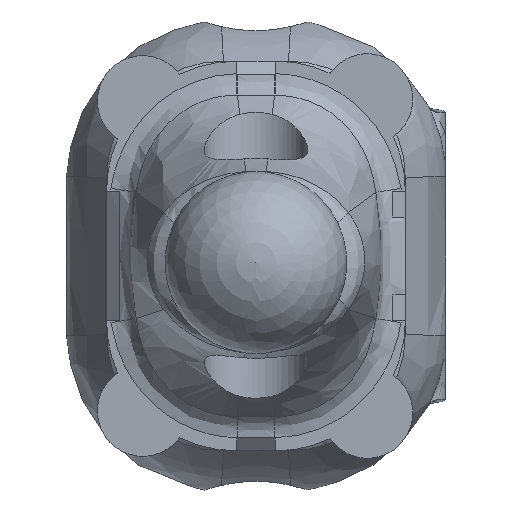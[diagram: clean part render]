
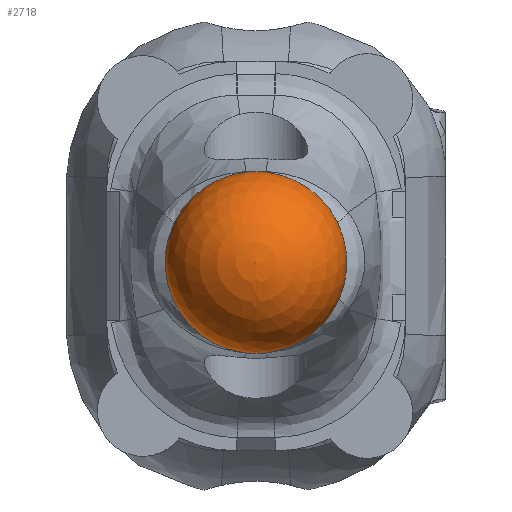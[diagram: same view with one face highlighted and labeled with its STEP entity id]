
A CAD part, front view. The second image highlights one B-rep face of the part: STEP entity #2718.
In plain terms, the highlighted spherical face has radius 7 mm.
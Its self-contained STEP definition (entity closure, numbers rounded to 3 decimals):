
#15=SPHERICAL_SURFACE('',#2920,7.);
#449=FACE_OUTER_BOUND('',#606,.T.);
#606=EDGE_LOOP('',(#2399,#2400,#2401,#2402,#2403,#2404,#2405,#2406,#2407,
#2408,#2409,#2410));
#698=CIRCLE('',#2903,7.);
#700=CIRCLE('',#2905,7.);
#702=CIRCLE('',#2907,7.);
#704=CIRCLE('',#2909,7.);
#707=CIRCLE('',#2912,7.);
#708=CIRCLE('',#2913,7.);
#710=CIRCLE('',#2915,7.);
#712=CIRCLE('',#2917,7.);
#713=CIRCLE('',#2918,7.);
#714=CIRCLE('',#2919,7.);
#715=CIRCLE('',#2921,7.);
#1190=VERTEX_POINT('',#6974);
#1193=VERTEX_POINT('',#7062);
#1194=VERTEX_POINT('',#7095);
#1195=VERTEX_POINT('',#7097);
#1196=VERTEX_POINT('',#7155);
#1198=VERTEX_POINT('',#7183);
#1199=VERTEX_POINT('',#7185);
#1200=VERTEX_POINT('',#7224);
#1201=VERTEX_POINT('',#7282);
#1202=VERTEX_POINT('',#7313);
#1203=VERTEX_POINT('',#7501);
#1597=EDGE_CURVE('',#1194,#1195,#698,.T.);
#1599=EDGE_CURVE('',#1193,#1194,#700,.T.);
#1601=EDGE_CURVE('',#1195,#1196,#702,.T.);
#1603=EDGE_CURVE('',#1198,#1199,#704,.T.);
#1607=EDGE_CURVE('',#1200,#1198,#707,.T.);
#1609=EDGE_CURVE('',#1199,#1193,#708,.T.);
#1611=EDGE_CURVE('',#1196,#1201,#710,.T.);
#1613=EDGE_CURVE('',#1202,#1200,#712,.T.);
#1614=EDGE_CURVE('',#1201,#1190,#713,.T.);
#1615=EDGE_CURVE('',#1190,#1202,#714,.T.);
#1618=EDGE_CURVE('',#1203,#1190,#715,.T.);
#2399=ORIENTED_EDGE('',*,*,#1615,.F.);
#2400=ORIENTED_EDGE('',*,*,#1618,.F.);
#2401=ORIENTED_EDGE('',*,*,#1618,.T.);
#2402=ORIENTED_EDGE('',*,*,#1614,.F.);
#2403=ORIENTED_EDGE('',*,*,#1611,.F.);
#2404=ORIENTED_EDGE('',*,*,#1601,.F.);
#2405=ORIENTED_EDGE('',*,*,#1597,.F.);
#2406=ORIENTED_EDGE('',*,*,#1599,.F.);
#2407=ORIENTED_EDGE('',*,*,#1609,.F.);
#2408=ORIENTED_EDGE('',*,*,#1603,.F.);
#2409=ORIENTED_EDGE('',*,*,#1607,.F.);
#2410=ORIENTED_EDGE('',*,*,#1613,.F.);
#2718=ADVANCED_FACE('',(#449),#15,.T.);
#2903=AXIS2_PLACEMENT_3D('',#7098,#3331,#3332);
#2905=AXIS2_PLACEMENT_3D('',#7124,#3335,#3336);
#2907=AXIS2_PLACEMENT_3D('',#7157,#3339,#3340);
#2909=AXIS2_PLACEMENT_3D('',#7186,#3343,#3344);
#2912=AXIS2_PLACEMENT_3D('',#7226,#3349,#3350);
#2913=AXIS2_PLACEMENT_3D('',#7257,#3351,#3352);
#2915=AXIS2_PLACEMENT_3D('',#7284,#3355,#3356);
#2917=AXIS2_PLACEMENT_3D('',#7315,#3359,#3360);
#2918=AXIS2_PLACEMENT_3D('',#7340,#3361,#3362);
#2919=AXIS2_PLACEMENT_3D('',#7365,#3363,#3364);
#2920=AXIS2_PLACEMENT_3D('',#7500,#3365,#3366);
#2921=AXIS2_PLACEMENT_3D('',#7502,#3367,#3368);
#3331=DIRECTION('center_axis',(0.,1.,0.));
#3332=DIRECTION('ref_axis',(0.,0.,1.));
#3335=DIRECTION('center_axis',(0.,1.,0.));
#3336=DIRECTION('ref_axis',(0.,0.,1.));
#3339=DIRECTION('center_axis',(0.,1.,0.));
#3340=DIRECTION('ref_axis',(0.,0.,1.));
#3343=DIRECTION('center_axis',(0.,1.,0.));
#3344=DIRECTION('ref_axis',(0.,0.,1.));
#3349=DIRECTION('center_axis',(0.,1.,0.));
#3350=DIRECTION('ref_axis',(0.,0.,1.));
#3351=DIRECTION('center_axis',(0.,1.,0.));
#3352=DIRECTION('ref_axis',(0.,0.,1.));
#3355=DIRECTION('center_axis',(0.,1.,0.));
#3356=DIRECTION('ref_axis',(0.,0.,1.));
#3359=DIRECTION('center_axis',(0.,1.,0.));
#3360=DIRECTION('ref_axis',(0.,0.,1.));
#3361=DIRECTION('center_axis',(0.,1.,0.));
#3362=DIRECTION('ref_axis',(0.,0.,1.));
#3363=DIRECTION('center_axis',(0.,1.,0.));
#3364=DIRECTION('ref_axis',(0.,0.,1.));
#3365=DIRECTION('center_axis',(0.,-1.,0.));
#3366=DIRECTION('ref_axis',(0.,0.,1.));
#3367=DIRECTION('center_axis',(1.,0.,0.));
#3368=DIRECTION('ref_axis',(0.,0.,-1.));
#6974=CARTESIAN_POINT('',(-6.5,-23.,-17.5));
#7062=CARTESIAN_POINT('',(-6.5,-23.,-3.5));
#7095=CARTESIAN_POINT('',(-5.637,-23.,-3.553));
#7097=CARTESIAN_POINT('',(-0.209,-23.,-7.429));
#7098=CARTESIAN_POINT('Origin',(-6.5,-23.,-10.5));
#7124=CARTESIAN_POINT('Origin',(-6.5,-23.,-10.5));
#7155=CARTESIAN_POINT('',(-0.099,-23.,-13.333));
#7157=CARTESIAN_POINT('Origin',(-6.5,-23.,-10.5));
#7183=CARTESIAN_POINT('',(-12.791,-23.,-7.429));
#7185=CARTESIAN_POINT('',(-7.363,-23.,-3.553));
#7186=CARTESIAN_POINT('Origin',(-6.5,-23.,-10.5));
#7224=CARTESIAN_POINT('',(-12.901,-23.,-13.333));
#7226=CARTESIAN_POINT('Origin',(-6.5,-23.,-10.5));
#7257=CARTESIAN_POINT('Origin',(-6.5,-23.,-10.5));
#7282=CARTESIAN_POINT('',(-5.629,-23.,-17.446));
#7284=CARTESIAN_POINT('Origin',(-6.5,-23.,-10.5));
#7313=CARTESIAN_POINT('',(-7.371,-23.,-17.446));
#7315=CARTESIAN_POINT('Origin',(-6.5,-23.,-10.5));
#7340=CARTESIAN_POINT('Origin',(-6.5,-23.,-10.5));
#7365=CARTESIAN_POINT('Origin',(-6.5,-23.,-10.5));
#7500=CARTESIAN_POINT('Origin',(-6.5,-23.,-10.5));
#7501=CARTESIAN_POINT('',(-6.5,-30.,-10.5));
#7502=CARTESIAN_POINT('Origin',(-6.5,-23.,-10.5));
